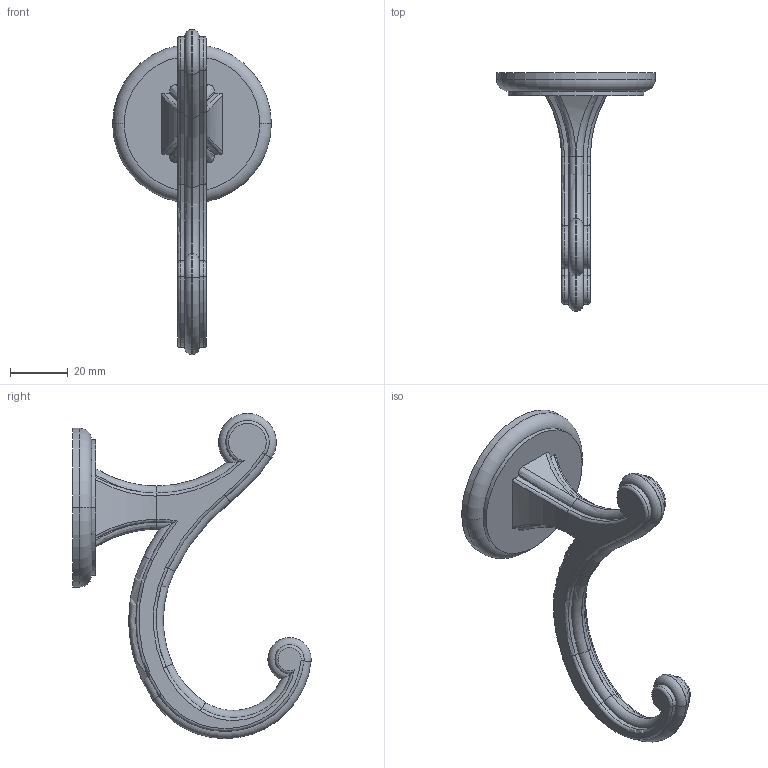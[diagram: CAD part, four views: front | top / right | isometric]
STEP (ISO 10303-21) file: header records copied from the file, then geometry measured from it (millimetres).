
FILE_DESCRIPTION((''),'2;1');
FILE_NAME('39-13_WEB','2011-12-15T',('ravindrashirol'),(''),'PRO/ENGINEER BY PARAMETRIC TECHNOLOGY CORPORATION, 2009300','PRO/ENGINEER BY PARAMETRIC TECHNOLOGY CORPORATION, 2009300','');
FILE_SCHEMA(('CONFIG_CONTROL_DESIGN'));
Length unit declared in the file: inch
Products named in the file (1): 39-13_WEB
Bounding box: 54.99 x 82.59 x 112.68 mm (x, y, z)
Surface area: 14246.4 mm2 (no closed solid volume)
Topology: 0 solids, 2 shells, 110 faces, 334 edges, 227 vertices
Faces by surface type: torus 50, cylinder 46, bspline 8, plane 6
Entity records: 4583 total; most frequent: CARTESIAN_POINT 1436, DIRECTION 725, ORIENTED_EDGE 648, AXIS2_PLACEMENT_3D 335, EDGE_CURVE 334, CIRCLE 233, VERTEX_POINT 227, EDGE_LOOP 110
